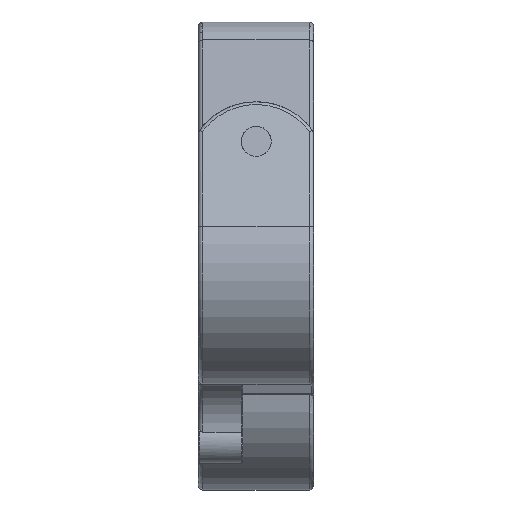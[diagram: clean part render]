
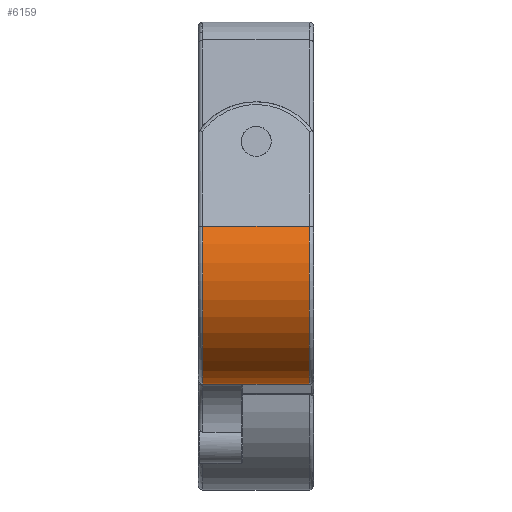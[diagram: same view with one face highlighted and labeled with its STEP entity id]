
A CAD part, left-side view. The second image highlights one B-rep face of the part: STEP entity #6159.
In plain terms, the highlighted cylindrical face has radius 25.87 mm (diameter 51.74 mm), a partial arc.
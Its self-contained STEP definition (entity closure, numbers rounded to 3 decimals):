
#43 = CIRCLE ( 'NONE', #697, 25.87 ) ;
#173 = DIRECTION ( 'NONE',  ( 0., -1., 0. ) ) ;
#258 = AXIS2_PLACEMENT_3D ( 'NONE', #1212, #660, #3884 ) ;
#286 = EDGE_LOOP ( 'NONE', ( #5834, #851, #6538, #1070 ) ) ;
#340 = EDGE_CURVE ( 'NONE', #1810, #6147, #1675, .T. ) ;
#377 = DIRECTION ( 'NONE',  ( 0., 0., 1. ) ) ;
#536 = CARTESIAN_POINT ( 'NONE',  ( -112.277, 25., -28.098 ) ) ;
#660 = DIRECTION ( 'NONE',  ( 0., 1., 0. ) ) ;
#697 = AXIS2_PLACEMENT_3D ( 'NONE', #2947, #1016, #377 ) ;
#699 = CARTESIAN_POINT ( 'NONE',  ( -88.309, 26., -63.703 ) ) ;
#757 = CARTESIAN_POINT ( 'NONE',  ( -88.309, 26., -37.833 ) ) ;
#851 = ORIENTED_EDGE ( 'NONE', *, *, #340, .T. ) ;
#1016 = DIRECTION ( 'NONE',  ( 0., -1., 0. ) ) ;
#1044 = LINE ( 'NONE', #699, #4583 ) ;
#1070 = ORIENTED_EDGE ( 'NONE', *, *, #3333, .T. ) ;
#1212 = CARTESIAN_POINT ( 'NONE',  ( -88.309, 1., -37.833 ) ) ;
#1319 = DIRECTION ( 'NONE',  ( 0., -1., 0. ) ) ;
#1675 = CIRCLE ( 'NONE', #258, 25.87 ) ;
#1678 = FACE_OUTER_BOUND ( 'NONE', #286, .T. ) ;
#1810 = VERTEX_POINT ( 'NONE', #2505 ) ;
#1962 = LINE ( 'NONE', #4015, #6496 ) ;
#2410 = VERTEX_POINT ( 'NONE', #536 ) ;
#2505 = CARTESIAN_POINT ( 'NONE',  ( -88.309, 1., -63.703 ) ) ;
#2947 = CARTESIAN_POINT ( 'NONE',  ( -88.309, 25., -37.833 ) ) ;
#2994 = CARTESIAN_POINT ( 'NONE',  ( -112.277, 1., -28.098 ) ) ;
#3224 = CYLINDRICAL_SURFACE ( 'NONE', #5902, 25.87 ) ;
#3333 = EDGE_CURVE ( 'NONE', #2410, #5309, #43, .T. ) ;
#3513 = DIRECTION ( 'NONE',  ( 0., -1., 0. ) ) ;
#3682 = EDGE_CURVE ( 'NONE', #2410, #6147, #1962, .T. ) ;
#3855 = EDGE_CURVE ( 'NONE', #5309, #1810, #1044, .T. ) ;
#3884 = DIRECTION ( 'NONE',  ( 0., 0., 1. ) ) ;
#4015 = CARTESIAN_POINT ( 'NONE',  ( -112.277, 26., -28.098 ) ) ;
#4583 = VECTOR ( 'NONE', #1319, 1000. ) ;
#4755 = DIRECTION ( 'NONE',  ( 0., 0., -1. ) ) ;
#5309 = VERTEX_POINT ( 'NONE', #5931 ) ;
#5834 = ORIENTED_EDGE ( 'NONE', *, *, #3855, .T. ) ;
#5902 = AXIS2_PLACEMENT_3D ( 'NONE', #757, #173, #4755 ) ;
#5931 = CARTESIAN_POINT ( 'NONE',  ( -88.309, 25., -63.703 ) ) ;
#6147 = VERTEX_POINT ( 'NONE', #2994 ) ;
#6159 = ADVANCED_FACE ( 'NONE', ( #1678 ), #3224, .T. ) ;
#6496 = VECTOR ( 'NONE', #3513, 1000. ) ;
#6538 = ORIENTED_EDGE ( 'NONE', *, *, #3682, .F. ) ;
